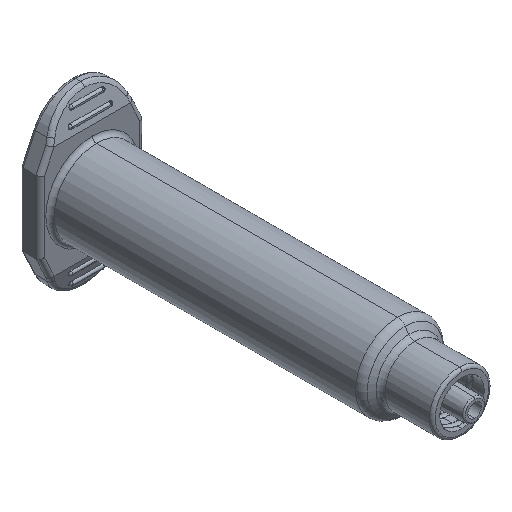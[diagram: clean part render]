
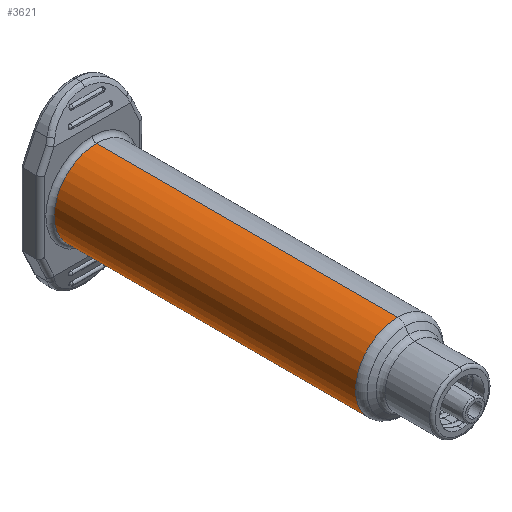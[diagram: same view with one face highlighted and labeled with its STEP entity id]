
A CAD part, isometric view. The second image highlights one B-rep face of the part: STEP entity #3621.
In plain terms, the highlighted cylindrical face has radius 7.55 mm (diameter 15.1 mm), a partial arc.
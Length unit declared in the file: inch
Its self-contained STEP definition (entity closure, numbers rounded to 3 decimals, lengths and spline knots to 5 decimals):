
#3 = CARTESIAN_POINT ( 'NONE',  ( 0., -0.17, 0. ) ) ;
#70 = VERTEX_POINT ( 'NONE', #746 ) ;
#151 = ORIENTED_EDGE ( 'NONE', *, *, #1729, .F. ) ;
#248 = EDGE_CURVE ( 'NONE', #4288, #2635, #2774, .T. ) ;
#260 = AXIS2_PLACEMENT_3D ( 'NONE', #3, #4622, #677 ) ;
#280 = ORIENTED_EDGE ( 'NONE', *, *, #248, .T. ) ;
#383 = VERTEX_POINT ( 'NONE', #4405 ) ;
#677 = DIRECTION ( 'NONE',  ( 0., 0., 1. ) ) ;
#681 = VECTOR ( 'NONE', #1383, 39.37008 ) ;
#686 = ORIENTED_EDGE ( 'NONE', *, *, #864, .T. ) ;
#707 = DIRECTION ( 'NONE',  ( 0., 0., 1. ) ) ;
#746 = CARTESIAN_POINT ( 'NONE',  ( 0., -0.17, 0.29725 ) ) ;
#769 = CARTESIAN_POINT ( 'NONE',  ( 0., -2.2998, 0.29725 ) ) ;
#864 = EDGE_CURVE ( 'NONE', #2635, #70, #5397, .T. ) ;
#1383 = DIRECTION ( 'NONE',  ( 0., 1., 0. ) ) ;
#1436 = ORIENTED_EDGE ( 'NONE', *, *, #3054, .T. ) ;
#1579 = CARTESIAN_POINT ( 'NONE',  ( 0., -2.334, -0.29725 ) ) ;
#1729 = EDGE_CURVE ( 'NONE', #4288, #383, #7381, .T. ) ;
#2635 = VERTEX_POINT ( 'NONE', #769 ) ;
#2695 = CARTESIAN_POINT ( 'NONE',  ( 0., -2.2998, -0.29725 ) ) ;
#2774 = CIRCLE ( 'NONE', #5528, 0.29725 ) ;
#3054 = EDGE_CURVE ( 'NONE', #70, #383, #5076, .T. ) ;
#3269 = DIRECTION ( 'NONE',  ( 0., 0., 1. ) ) ;
#3287 = DIRECTION ( 'NONE',  ( 0., 1., 0. ) ) ;
#3293 = CARTESIAN_POINT ( 'NONE',  ( 0., -2.2998, 0. ) ) ;
#3509 = VECTOR ( 'NONE', #5673, 39.37008 ) ;
#3621 = ADVANCED_FACE ( 'NONE', ( #6054 ), #5861, .T. ) ;
#3688 = CARTESIAN_POINT ( 'NONE',  ( 0., -2.334, 0.29725 ) ) ;
#4288 = VERTEX_POINT ( 'NONE', #2695 ) ;
#4405 = CARTESIAN_POINT ( 'NONE',  ( 0., -0.17, -0.29725 ) ) ;
#4622 = DIRECTION ( 'NONE',  ( 0., -1., 0. ) ) ;
#4794 = EDGE_LOOP ( 'NONE', ( #151, #280, #686, #1436 ) ) ;
#5076 = CIRCLE ( 'NONE', #260, 0.29725 ) ;
#5317 = CARTESIAN_POINT ( 'NONE',  ( 0., -2.334, 0. ) ) ;
#5397 = LINE ( 'NONE', #3688, #3509 ) ;
#5528 = AXIS2_PLACEMENT_3D ( 'NONE', #3293, #3287, #3269 ) ;
#5673 = DIRECTION ( 'NONE',  ( 0., 1., 0. ) ) ;
#5861 = CYLINDRICAL_SURFACE ( 'NONE', #6698, 0.29725 ) ;
#6054 = FACE_OUTER_BOUND ( 'NONE', #4794, .T. ) ;
#6698 = AXIS2_PLACEMENT_3D ( 'NONE', #5317, #7199, #707 ) ;
#7199 = DIRECTION ( 'NONE',  ( 0., 1., 0. ) ) ;
#7381 = LINE ( 'NONE', #1579, #681 ) ;
